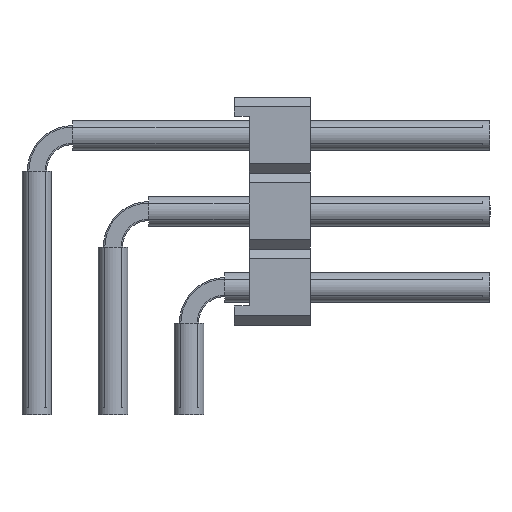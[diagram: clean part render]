
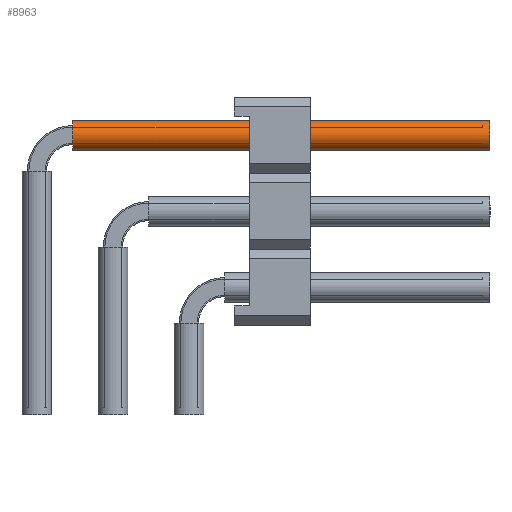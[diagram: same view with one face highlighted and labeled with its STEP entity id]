
A CAD part, left-side view. The second image highlights one B-rep face of the part: STEP entity #8963.
In plain terms, the highlighted cylindrical face has radius 0.5 mm (diameter 1 mm), a full revolution.
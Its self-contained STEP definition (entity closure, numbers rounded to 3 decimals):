
#4728=ORIENTED_EDGE('',*,*,#6088,.F.);
#4729=ORIENTED_EDGE('',*,*,#6089,.T.);
#6088=EDGE_CURVE('',#6968,#6968,#7324,.T.);
#6089=EDGE_CURVE('',#6969,#6969,#7325,.T.);
#6968=VERTEX_POINT('',#14977);
#6969=VERTEX_POINT('',#14979);
#7324=CIRCLE('',#9839,0.5);
#7325=CIRCLE('',#9840,0.5);
#7828=EDGE_LOOP('',(#4728));
#7829=EDGE_LOOP('',(#4729));
#8346=FACE_BOUND('',#7828,.T.);
#8347=FACE_BOUND('',#7829,.T.);
#8537=CYLINDRICAL_SURFACE('',#9838,0.5);
#8963=ADVANCED_FACE('',(#8346,#8347),#8537,.F.);
#9838=AXIS2_PLACEMENT_3D('',#14975,#12310,#12311);
#9839=AXIS2_PLACEMENT_3D('',#14976,#12312,#12313);
#9840=AXIS2_PLACEMENT_3D('',#14978,#12314,#12315);
#12310=DIRECTION('',(1.,0.,0.));
#12311=DIRECTION('',(0.,0.,-1.));
#12312=DIRECTION('',(-1.,0.,0.));
#12313=DIRECTION('',(0.,0.,1.));
#12314=DIRECTION('',(-1.,0.,0.));
#12315=DIRECTION('',(0.,0.,1.));
#14975=CARTESIAN_POINT('',(1.2,0.,9.35));
#14976=CARTESIAN_POINT('',(15.14,0.,9.35));
#14977=CARTESIAN_POINT('',(15.14,0.,9.85));
#14978=CARTESIAN_POINT('',(1.2,0.,9.35));
#14979=CARTESIAN_POINT('',(1.2,0.,9.85));
